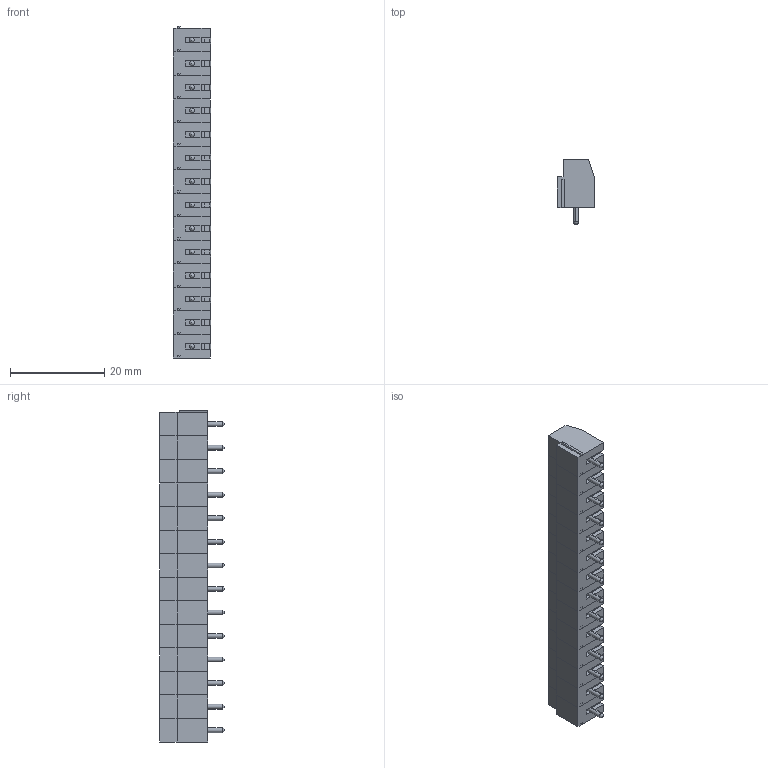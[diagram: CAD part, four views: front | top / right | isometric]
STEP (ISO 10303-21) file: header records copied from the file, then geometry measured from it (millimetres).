
FILE_DESCRIPTION (( 'STEP AP214' ), '1' );
FILE_NAME ('TBLOCK-14PIN-5mm pitch.STEP', '2020-06-29T08:26:29', ( '' ), ( '' ), 'SwSTEP 2.0', 'SolidWorks 2018', '' );
FILE_SCHEMA (( 'AUTOMOTIVE_DESIGN' ));
Length unit declared in the file: millimetre
Products named in the file (4): Inner; Screw; Outter; TBLOCK-14PIN-5mm pitch
Assembly tree (42 placements, depth 2):
  TBLOCK-14PIN-5mm pitch
    Outter  x14
    Screw  x14
    Inner  x14
Bounding box: 7.87 x 13.75 x 70.5 mm (x, y, z)
Volume: 3941.2 mm3; surface area: 10448.7 mm2
Topology: 42 solids, 42 shells, 2310 faces, 5796 edges, 3458 vertices
Faces by surface type: plane 938, cylinder 602, bspline 392, torus 182, sphere 154, cone 42
Entity records: 5869 total; most frequent: CARTESIAN_POINT 1788, DIRECTION 809, ORIENTED_EDGE 802, EDGE_CURVE 401, AXIS2_PLACEMENT_3D 306, VERTEX_POINT 245, VECTOR 197, LINE 197
